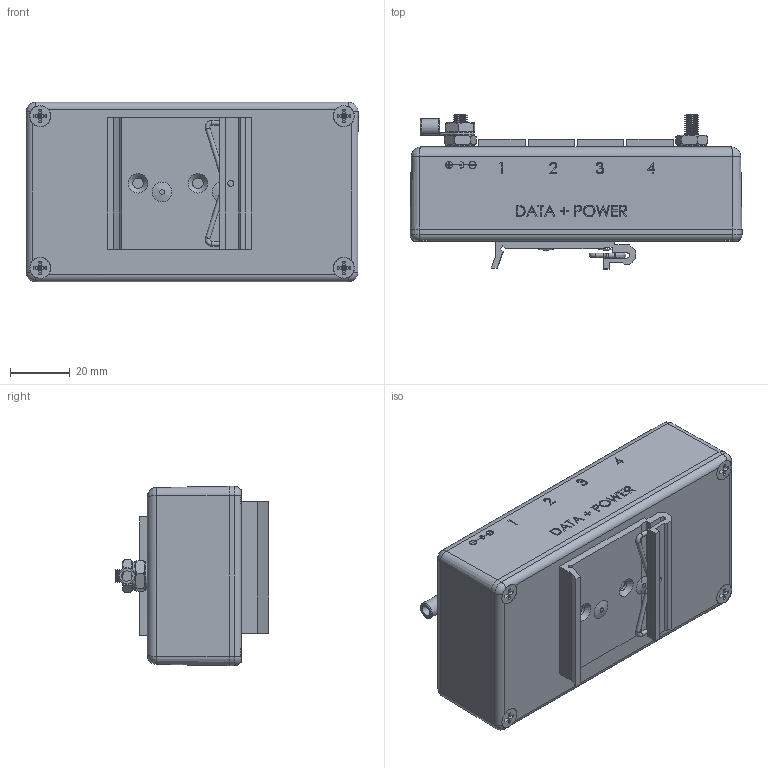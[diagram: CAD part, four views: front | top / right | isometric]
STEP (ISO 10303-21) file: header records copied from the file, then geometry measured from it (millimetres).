
FILE_DESCRIPTION (( 'STEP AP214' ), '1' );
FILE_NAME ('BTD-CAT6-P4.STEP', '2018-01-08T21:04:49', ( '' ), ( '' ), 'SwSTEP 2.0', 'SolidWorks 2014', '' );
FILE_SCHEMA (( 'AUTOMOTIVE_DESIGN' ));
Length unit declared in the file: inch
Products named in the file (6): DIN-MNT44; 1AJ09-119; DIN-MNT44-MA1; BTD-CAT6-P4; 1-8_ PopR_Head
Assembly tree (6 placements, depth 3):
  BTD-CAT6-P4
    BTD-CAT6-P4
    DIN-MNT44
      DIN-MNT44-MA1
      1AJ09-119
    1-8_ PopR_Head  x2
Bounding box: 111 x 51.46 x 60 mm (x, y, z)
Volume: 198519.3 mm3; surface area: 50965.8 mm2
Topology: 5 solids, 11 shells, 782 faces, 1984 edges, 1292 vertices
Faces by surface type: plane 551, bspline 78, cylinder 75, cone 50, torus 25, sphere 3
Full cylindrical faces by diameter (mm): 1.27 x1, 1.5 x6, 1.524 x2, 2 x2, 2.323 x2, 3.048 x2, 3.5 x2, 3.556 x1, 3.912 x4, 4.613 x1, 5.156 x2, 5.588 x1, 6.096 x1, 9.55 x2
Entity records: 28799 total; most frequent: CARTESIAN_POINT 10698, ORIENTED_EDGE 3736, DIRECTION 3268, EDGE_CURVE 1868, VECTOR 1434, LINE 1434, VERTEX_POINT 1267, EDGE_LOOP 949
